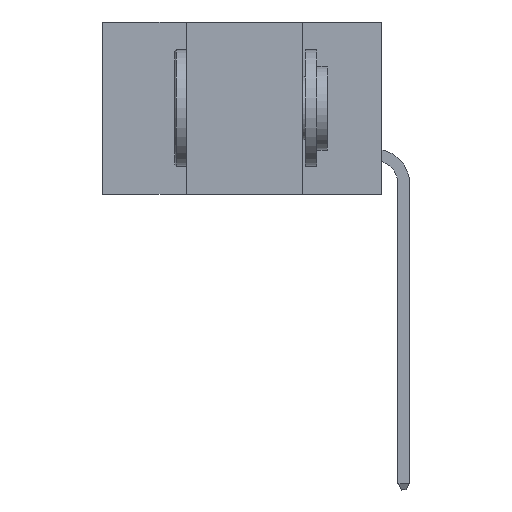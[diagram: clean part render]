
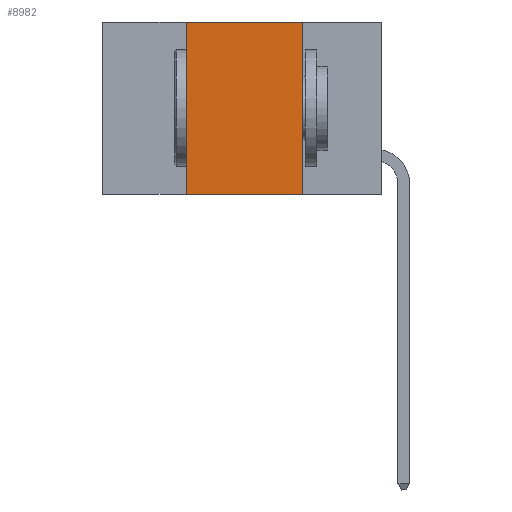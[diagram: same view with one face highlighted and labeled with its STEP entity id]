
A CAD part, left-side view. The second image highlights one B-rep face of the part: STEP entity #8982.
In plain terms, the highlighted planar face has unit normal (-1, 0, 0).
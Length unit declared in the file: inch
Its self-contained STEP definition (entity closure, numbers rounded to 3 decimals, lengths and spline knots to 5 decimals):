
#597 = EDGE_CURVE ( 'NONE', #1444, #1178, #13355, .T. ) ;
#992 = VECTOR ( 'NONE', #10975, 39.37008 ) ;
#1178 = VERTEX_POINT ( 'NONE', #14716 ) ;
#1444 = VERTEX_POINT ( 'NONE', #15550 ) ;
#2275 = DIRECTION ( 'NONE',  ( 1., 0., 0. ) ) ;
#2356 = DIRECTION ( 'NONE',  ( 0., 0., -1. ) ) ;
#2806 = ORIENTED_EDGE ( 'NONE', *, *, #8632, .F. ) ;
#3648 = DIRECTION ( 'NONE',  ( 0., 0., 1. ) ) ;
#3702 = EDGE_CURVE ( 'NONE', #11445, #1444, #9053, .T. ) ;
#4374 = ORIENTED_EDGE ( 'NONE', *, *, #9449, .T. ) ;
#5333 = EDGE_LOOP ( 'NONE', ( #2806, #6458, #14382, #4374 ) ) ;
#5574 = DIRECTION ( 'NONE',  ( 0., -1., 0. ) ) ;
#6018 = LINE ( 'NONE', #7211, #6590 ) ;
#6059 = PLANE ( 'NONE',  #9062 ) ;
#6458 = ORIENTED_EDGE ( 'NONE', *, *, #597, .F. ) ;
#6590 = VECTOR ( 'NONE', #2356, 39.37008 ) ;
#7012 = VERTEX_POINT ( 'NONE', #14693 ) ;
#7211 = CARTESIAN_POINT ( 'NONE',  ( 0., 0.17, 0. ) ) ;
#7916 = CARTESIAN_POINT ( 'NONE',  ( 0., 0.42, -0.37 ) ) ;
#8620 = CARTESIAN_POINT ( 'NONE',  ( 0., 0.42, 0. ) ) ;
#8632 = EDGE_CURVE ( 'NONE', #1178, #7012, #6018, .T. ) ;
#8982 = ADVANCED_FACE ( 'NONE', ( #12093 ), #6059, .F. ) ;
#9053 = LINE ( 'NONE', #8620, #12076 ) ;
#9062 = AXIS2_PLACEMENT_3D ( 'NONE', #14497, #2275, #13099 ) ;
#9155 = CARTESIAN_POINT ( 'NONE',  ( 0., 0.6, -0.37 ) ) ;
#9449 = EDGE_CURVE ( 'NONE', #11445, #7012, #13187, .T. ) ;
#10975 = DIRECTION ( 'NONE',  ( 0., -1., 0. ) ) ;
#11445 = VERTEX_POINT ( 'NONE', #7916 ) ;
#12076 = VECTOR ( 'NONE', #3648, 39.37008 ) ;
#12093 = FACE_OUTER_BOUND ( 'NONE', #5333, .T. ) ;
#13099 = DIRECTION ( 'NONE',  ( 0., 0., -1. ) ) ;
#13187 = LINE ( 'NONE', #9155, #13763 ) ;
#13355 = LINE ( 'NONE', #13510, #992 ) ;
#13510 = CARTESIAN_POINT ( 'NONE',  ( 0., 0.6, 0. ) ) ;
#13763 = VECTOR ( 'NONE', #5574, 39.37008 ) ;
#14382 = ORIENTED_EDGE ( 'NONE', *, *, #3702, .F. ) ;
#14497 = CARTESIAN_POINT ( 'NONE',  ( 0., 0.6, 0. ) ) ;
#14693 = CARTESIAN_POINT ( 'NONE',  ( 0., 0.17, -0.37 ) ) ;
#14716 = CARTESIAN_POINT ( 'NONE',  ( 0., 0.17, 0. ) ) ;
#15550 = CARTESIAN_POINT ( 'NONE',  ( 0., 0.42, 0. ) ) ;
